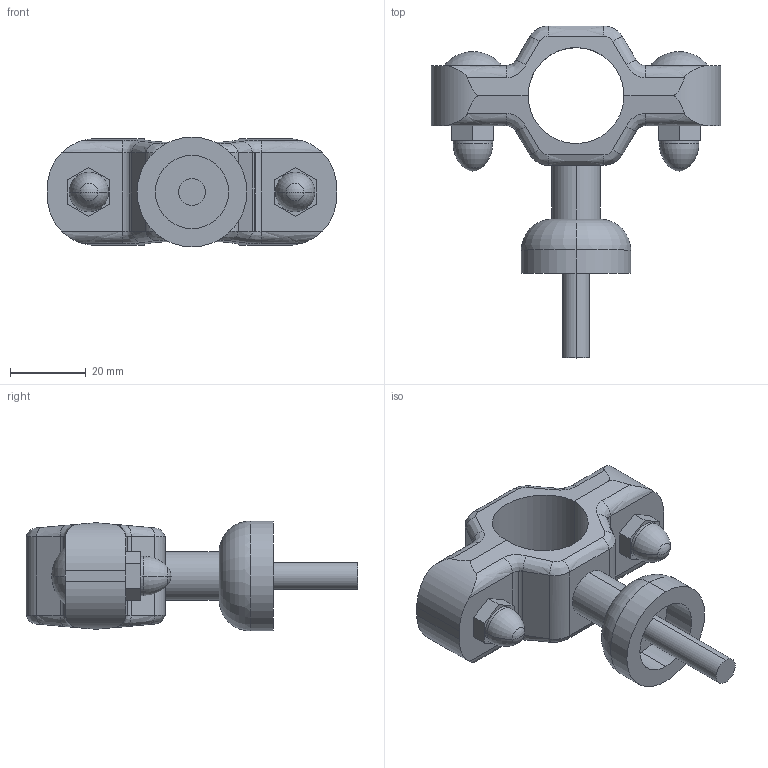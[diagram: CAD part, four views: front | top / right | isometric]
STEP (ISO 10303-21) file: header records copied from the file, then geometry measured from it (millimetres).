
FILE_DESCRIPTION (( 'STEP AP214' ), '1' );
FILE_NAME ('ZC1PP1.0T304SAN.STEP', '2023-05-29T12:53:22', ( '' ), ( '' ), 'SwSTEP 2.0', 'SolidWorks 2018', '' );
FILE_SCHEMA (( 'AUTOMOTIVE_DESIGN' ));
Length unit declared in the file: inch
Products named in the file (1): ZC1PP1.0T304SAN
Bounding box: 76.2 x 87.48 x 28.96 mm (x, y, z)
Volume: 42634.3 mm3; surface area: 13666.7 mm2
Topology: 1 solids, 1 shells, 127 faces, 292 edges, 174 vertices
Faces by surface type: bspline 48, cylinder 34, plane 31, sphere 8, torus 6
Entity records: 4623 total; most frequent: CARTESIAN_POINT 2177, ORIENTED_EDGE 584, DIRECTION 376, EDGE_CURVE 292, VERTEX_POINT 174, AXIS2_PLACEMENT_3D 138, EDGE_LOOP 136, FACE_OUTER_BOUND 127
